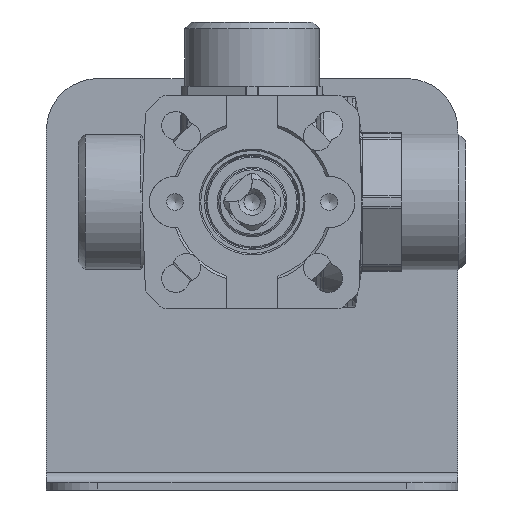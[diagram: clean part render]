
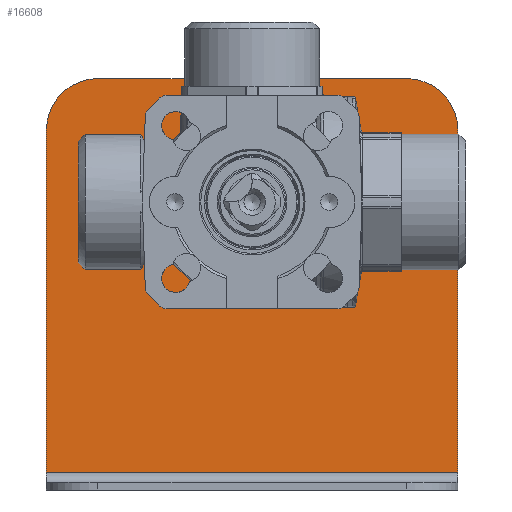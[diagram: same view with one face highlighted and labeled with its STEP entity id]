
A CAD part, front view. The second image highlights one B-rep face of the part: STEP entity #16608.
In plain terms, the highlighted planar face has unit normal (0, -1, 0).
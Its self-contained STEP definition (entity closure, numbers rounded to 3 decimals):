
#777=PLANE('',#18194);
#982=CIRCLE('',#17008,3.914);
#993=CIRCLE('',#17026,3.914);
#997=CIRCLE('',#17034,3.914);
#1004=CIRCLE('',#17047,3.914);
#1564=CIRCLE('',#18195,10.);
#1565=CIRCLE('',#18196,10.);
#1767=LINE('',#24463,#2446);
#1774=LINE('',#24498,#2453);
#1779=LINE('',#24516,#2458);
#1785=LINE('',#24543,#2464);
#2262=LINE('',#42517,#2941);
#2270=LINE('',#42550,#2949);
#2271=LINE('',#42554,#2950);
#2272=LINE('',#42556,#2951);
#2446=VECTOR('',#19036,1000.);
#2453=VECTOR('',#19079,1000.);
#2458=VECTOR('',#19100,1000.);
#2464=VECTOR('',#19134,1000.);
#2941=VECTOR('',#21889,1000.);
#2949=VECTOR('',#21921,1000.);
#2950=VECTOR('',#21924,1000.);
#2951=VECTOR('',#21925,1000.);
#7510=ORIENTED_EDGE('',*,*,#8300,.T.);
#7511=ORIENTED_EDGE('',*,*,#8257,.F.);
#7512=ORIENTED_EDGE('',*,*,#8260,.F.);
#7513=ORIENTED_EDGE('',*,*,#8275,.F.);
#7514=ORIENTED_EDGE('',*,*,#8278,.T.);
#7515=ORIENTED_EDGE('',*,*,#8284,.F.);
#7516=ORIENTED_EDGE('',*,*,#8287,.F.);
#7517=ORIENTED_EDGE('',*,*,#8298,.F.);
#7518=ORIENTED_EDGE('',*,*,#10176,.T.);
#7519=ORIENTED_EDGE('',*,*,#10191,.T.);
#7520=ORIENTED_EDGE('',*,*,#10192,.T.);
#7521=ORIENTED_EDGE('',*,*,#10193,.T.);
#7522=ORIENTED_EDGE('',*,*,#10194,.F.);
#7523=ORIENTED_EDGE('',*,*,#10195,.F.);
#8257=EDGE_CURVE('',#10626,#10624,#1767,.T.);
#8260=EDGE_CURVE('',#10628,#10626,#982,.T.);
#8275=EDGE_CURVE('',#10636,#10628,#1774,.T.);
#8278=EDGE_CURVE('',#10636,#10638,#993,.T.);
#8284=EDGE_CURVE('',#10641,#10638,#1779,.T.);
#8287=EDGE_CURVE('',#10643,#10641,#997,.T.);
#8298=EDGE_CURVE('',#10648,#10643,#1785,.T.);
#8300=EDGE_CURVE('',#10648,#10624,#1004,.T.);
#10176=EDGE_CURVE('',#11853,#11852,#2262,.T.);
#10191=EDGE_CURVE('',#11852,#11865,#1564,.T.);
#10192=EDGE_CURVE('',#11865,#11866,#2270,.T.);
#10193=EDGE_CURVE('',#11866,#11867,#1565,.T.);
#10194=EDGE_CURVE('',#11868,#11867,#2271,.T.);
#10195=EDGE_CURVE('',#11853,#11868,#2272,.T.);
#10624=VERTEX_POINT('',#24458);
#10626=VERTEX_POINT('',#24462);
#10628=VERTEX_POINT('',#24468);
#10636=VERTEX_POINT('',#24497);
#10638=VERTEX_POINT('',#24503);
#10641=VERTEX_POINT('',#24515);
#10643=VERTEX_POINT('',#24521);
#10648=VERTEX_POINT('',#24542);
#11852=VERTEX_POINT('',#42516);
#11853=VERTEX_POINT('',#42518);
#11865=VERTEX_POINT('',#42549);
#11866=VERTEX_POINT('',#42551);
#11867=VERTEX_POINT('',#42553);
#11868=VERTEX_POINT('',#42555);
#14020=EDGE_LOOP('',(#7510,#7511,#7512,#7513,#7514,#7515,#7516,#7517));
#14021=EDGE_LOOP('',(#7518,#7519,#7520,#7521,#7522,#7523));
#15270=FACE_BOUND('',#14020,.T.);
#15271=FACE_BOUND('',#14021,.T.);
#16608=ADVANCED_FACE('',(#15270,#15271),#777,.T.);
#17008=AXIS2_PLACEMENT_3D('',#24469,#19043,#19044);
#17026=AXIS2_PLACEMENT_3D('',#24504,#19086,#19087);
#17034=AXIS2_PLACEMENT_3D('',#24522,#19107,#19108);
#17047=AXIS2_PLACEMENT_3D('',#24546,#19139,#19140);
#18194=AXIS2_PLACEMENT_3D('',#42547,#21917,#21918);
#18195=AXIS2_PLACEMENT_3D('',#42548,#21919,#21920);
#18196=AXIS2_PLACEMENT_3D('',#42552,#21922,#21923);
#19036=DIRECTION('',(0.,0.,1.));
#19043=DIRECTION('',(0.,-1.,0.));
#19044=DIRECTION('',(0.,0.,-1.));
#19079=DIRECTION('',(1.,0.,0.));
#19086=DIRECTION('',(0.,1.,0.));
#19087=DIRECTION('',(0.,0.,-1.));
#19100=DIRECTION('',(0.,0.,-1.));
#19107=DIRECTION('',(0.,-1.,0.));
#19108=DIRECTION('',(0.,0.,1.));
#19134=DIRECTION('',(-1.,0.,0.));
#19139=DIRECTION('',(0.,1.,0.));
#19140=DIRECTION('',(0.,0.,1.));
#21889=DIRECTION('',(0.,0.,1.));
#21917=DIRECTION('',(0.,-1.,0.));
#21918=DIRECTION('',(0.,0.,1.));
#21919=DIRECTION('',(0.,-1.,0.));
#21920=DIRECTION('',(1.,0.,0.));
#21921=DIRECTION('',(-1.,0.,0.));
#21922=DIRECTION('',(0.,-1.,0.));
#21923=DIRECTION('',(0.,0.,1.));
#21924=DIRECTION('',(0.,0.,1.));
#21925=DIRECTION('',(-1.,0.,0.));
#24458=CARTESIAN_POINT('',(15.914,29.,7.));
#24462=CARTESIAN_POINT('',(15.914,29.,-7.));
#24463=CARTESIAN_POINT('',(15.914,29.,-7.));
#24468=CARTESIAN_POINT('',(12.,29.,-10.914));
#24469=CARTESIAN_POINT('',(12.,29.,-7.));
#24497=CARTESIAN_POINT('',(-12.,29.,-10.914));
#24498=CARTESIAN_POINT('',(-12.,29.,-10.914));
#24503=CARTESIAN_POINT('',(-15.914,29.,-7.));
#24504=CARTESIAN_POINT('',(-12.,29.,-7.));
#24515=CARTESIAN_POINT('',(-15.914,29.,7.));
#24516=CARTESIAN_POINT('',(-15.914,29.,7.));
#24521=CARTESIAN_POINT('',(-12.,29.,10.914));
#24522=CARTESIAN_POINT('',(-12.,29.,7.));
#24542=CARTESIAN_POINT('',(12.,29.,10.914));
#24543=CARTESIAN_POINT('',(12.,29.,10.914));
#24546=CARTESIAN_POINT('',(12.,29.,7.));
#42516=CARTESIAN_POINT('',(40.,29.,14.));
#42517=CARTESIAN_POINT('',(40.,29.,-52.5));
#42518=CARTESIAN_POINT('',(40.,29.,-52.5));
#42547=CARTESIAN_POINT('',(40.,29.,-54.5));
#42548=CARTESIAN_POINT('',(30.,29.,14.));
#42549=CARTESIAN_POINT('',(30.,29.,24.));
#42550=CARTESIAN_POINT('',(30.,29.,24.));
#42551=CARTESIAN_POINT('',(-30.,29.,24.));
#42552=CARTESIAN_POINT('',(-30.,29.,14.));
#42553=CARTESIAN_POINT('',(-40.,29.,14.));
#42554=CARTESIAN_POINT('',(-40.,29.,-52.5));
#42555=CARTESIAN_POINT('',(-40.,29.,-52.5));
#42556=CARTESIAN_POINT('',(40.,29.,-52.5));
